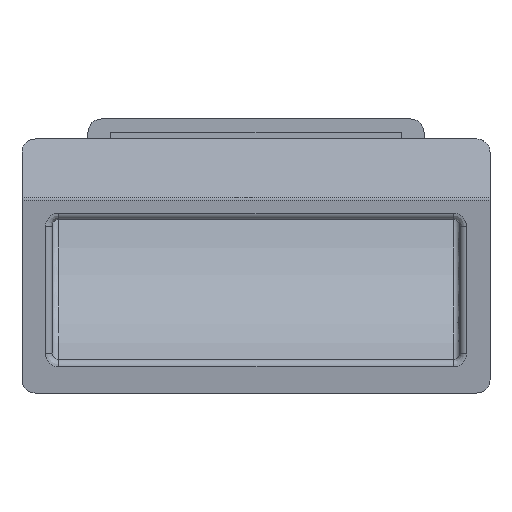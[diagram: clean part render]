
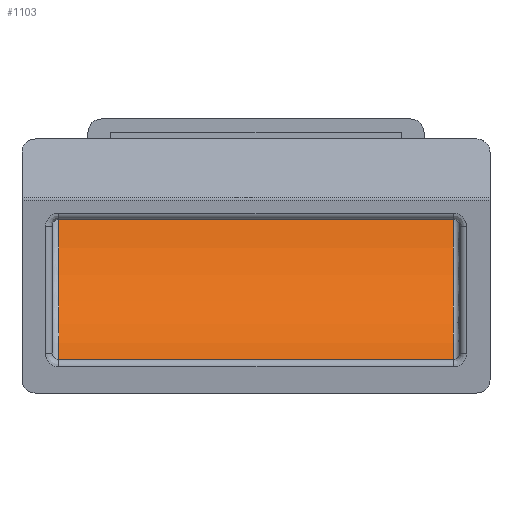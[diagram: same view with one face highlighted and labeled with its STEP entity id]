
A CAD part, front view. The second image highlights one B-rep face of the part: STEP entity #1103.
In plain terms, the highlighted cylindrical face has radius 29.328 mm (diameter 58.656 mm), a partial arc.
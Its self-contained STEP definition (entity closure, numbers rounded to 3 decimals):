
#74 = VECTOR ( 'NONE', #1534, 1000. ) ;
#103 = CARTESIAN_POINT ( 'NONE',  ( -969.5, 0., -14.75 ) ) ;
#310 = DIRECTION ( 'NONE',  ( 1., 0., 0. ) ) ;
#343 = CIRCLE ( 'NONE', #2072, 29.328 ) ;
#356 = EDGE_CURVE ( 'NONE', #2927, #2913, #2025, .T. ) ;
#372 = ORIENTED_EDGE ( 'NONE', *, *, #1556, .T. ) ;
#573 = DIRECTION ( 'NONE',  ( 1., 0., 0. ) ) ;
#586 = CARTESIAN_POINT ( 'NONE',  ( -969.5, -14.242, 10.888 ) ) ;
#844 = DIRECTION ( 'NONE',  ( 0., 0., -1. ) ) ;
#847 = LINE ( 'NONE', #103, #74 ) ;
#982 = CARTESIAN_POINT ( 'NONE',  ( 29.5, 14.716, 6.243 ) ) ;
#1032 = ORIENTED_EDGE ( 'NONE', *, *, #2425, .T. ) ;
#1103 = ADVANCED_FACE ( 'NONE', ( #1452 ), #2855, .F. ) ;
#1135 = ORIENTED_EDGE ( 'NONE', *, *, #2069, .T. ) ;
#1151 = DIRECTION ( 'NONE',  ( -1., 0., 0. ) ) ;
#1188 = CARTESIAN_POINT ( 'NONE',  ( -29.5, 14.716, 6.243 ) ) ;
#1452 = FACE_OUTER_BOUND ( 'NONE', #2537, .T. ) ;
#1534 = DIRECTION ( 'NONE',  ( 1., 0., 0. ) ) ;
#1556 = EDGE_CURVE ( 'NONE', #3246, #2927, #1817, .T. ) ;
#1817 = CIRCLE ( 'NONE', #2329, 29.328 ) ;
#2006 = CARTESIAN_POINT ( 'NONE',  ( 29.5, -14.242, 10.888 ) ) ;
#2025 = LINE ( 'NONE', #3047, #3506 ) ;
#2069 = EDGE_CURVE ( 'NONE', #3116, #3246, #847, .T. ) ;
#2072 = AXIS2_PLACEMENT_3D ( 'NONE', #2843, #1151, #3136 ) ;
#2184 = AXIS2_PLACEMENT_3D ( 'NONE', #586, #573, #844 ) ;
#2282 = DIRECTION ( 'NONE',  ( 0., 0., 1. ) ) ;
#2329 = AXIS2_PLACEMENT_3D ( 'NONE', #2006, #310, #2282 ) ;
#2425 = EDGE_CURVE ( 'NONE', #2913, #3116, #343, .T. ) ;
#2537 = EDGE_LOOP ( 'NONE', ( #1135, #372, #3285, #1032 ) ) ;
#2843 = CARTESIAN_POINT ( 'NONE',  ( -29.5, -14.242, 10.888 ) ) ;
#2855 = CYLINDRICAL_SURFACE ( 'NONE', #2184, 29.328 ) ;
#2913 = VERTEX_POINT ( 'NONE', #1188 ) ;
#2927 = VERTEX_POINT ( 'NONE', #982 ) ;
#3047 = CARTESIAN_POINT ( 'NONE',  ( -969.5, 14.716, 6.243 ) ) ;
#3061 = CARTESIAN_POINT ( 'NONE',  ( -29.5, 0., -14.75 ) ) ;
#3092 = CARTESIAN_POINT ( 'NONE',  ( 29.5, 0., -14.75 ) ) ;
#3116 = VERTEX_POINT ( 'NONE', #3061 ) ;
#3136 = DIRECTION ( 'NONE',  ( 0., 0., 1. ) ) ;
#3140 = DIRECTION ( 'NONE',  ( -1., 0., 0. ) ) ;
#3246 = VERTEX_POINT ( 'NONE', #3092 ) ;
#3285 = ORIENTED_EDGE ( 'NONE', *, *, #356, .T. ) ;
#3506 = VECTOR ( 'NONE', #3140, 1000. ) ;
